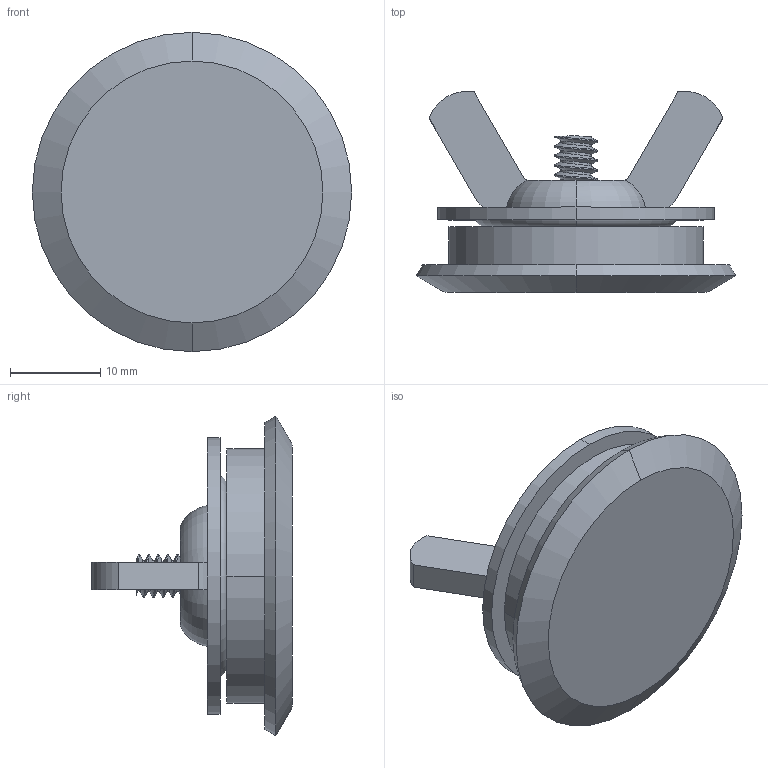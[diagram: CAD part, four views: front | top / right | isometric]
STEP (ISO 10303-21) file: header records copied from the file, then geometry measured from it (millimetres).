
FILE_DESCRIPTION (( 'STEP AP214' ), '1' );
FILE_NAME ('TEFA-0002_3D.step', '2023-10-31T17:46:18', ( '' ), ( '' ), 'SwSTEP 2.0', 'SolidWorks 2022', '' );
FILE_SCHEMA (( 'AUTOMOTIVE_DESIGN' ));
Length unit declared in the file: inch
Products named in the file (5): Copy of NBA-0002_Gasket^TEFA-0002; Copy of NBA-0002_Cap-W-Stud^TEFA-0002; Copy of NBA-0002_WingNut^TEFA-0002; Copy of NBA-0002_BackPlate^TEFA-0002; TEFA-0002_3D
Assembly tree (4 placements, depth 2):
  TEFA-0002_3D
    Copy of NBA-0002_Cap-W-Stud^TEFA-0002
    Copy of NBA-0002_Gasket^TEFA-0002
    Copy of NBA-0002_BackPlate^TEFA-0002
    Copy of NBA-0002_WingNut^TEFA-0002
Bounding box: 35.3 x 22.21 x 35.3 mm (x, y, z)
Volume: 4976 mm3; surface area: 6862.4 mm2
Topology: 3 solids, 5 shells, 110 faces, 288 edges, 190 vertices
Faces by surface type: cylinder 73, plane 21, torus 8, cone 6, bspline 2
Entity records: 6138 total; most frequent: CARTESIAN_POINT 2042, ORIENTED_EDGE 574, DIRECTION 480, EDGE_CURVE 288, VERTEX_POINT 190, AXIS2_PLACEMENT_3D 188, DIMENSIONAL_EXPONENTS 122, UNCERTAINTY_MEASURE_WITH_UNIT 122
